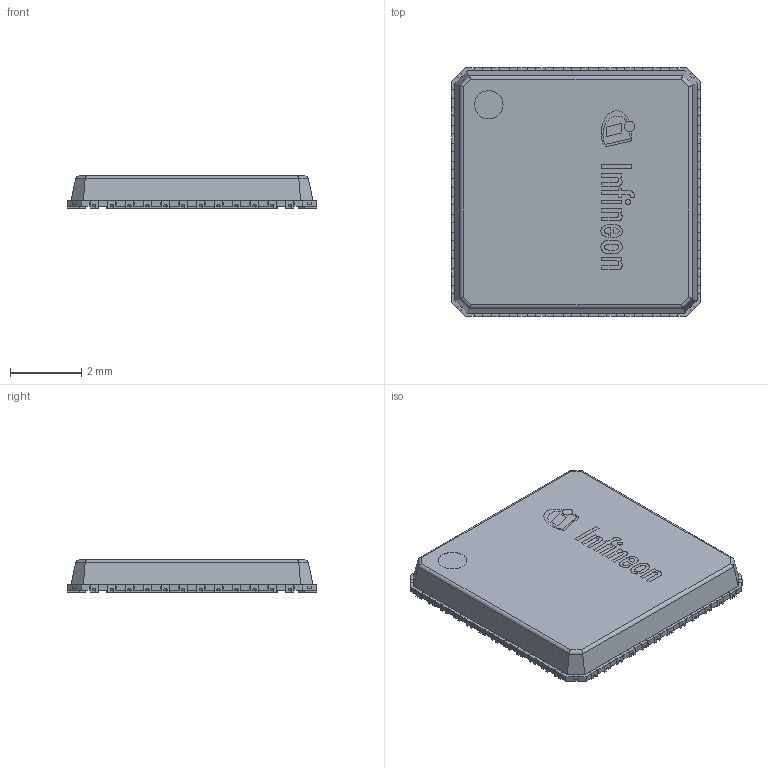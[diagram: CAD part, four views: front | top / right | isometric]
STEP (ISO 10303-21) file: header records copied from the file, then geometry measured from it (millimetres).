
FILE_DESCRIPTION(/* description */ (''),/* implementation_level */ '2;1');
FILE_NAME(/* name */ 'PG-VQFN-48-42_Z8B00258759_V04_3D.stp',/* time_stamp */ '2026-01-12T19:17:20+05:30',/* author */ ('sivamani'),/* organization */ (''),/* preprocessor_version */ 'ST-DEVELOPER v19.2',/* originating_system */ 'AutoCAD Mechanical',/* authorisation */ '');
FILE_SCHEMA (('AUTOMOTIVE_DESIGN { 1 0 10303 214 3 1 1 }'));
Length unit declared in the file: millimetre
Products named in the file (1): Product
Bounding box: 7 x 7 x 0.9 mm (x, y, z)
Volume: 39.4 mm3; surface area: 238.2 mm2
Topology: 68 solids, 68 shells, 1222 faces, 3247 edges, 2114 vertices
Faces by surface type: plane 950, cylinder 206, sphere 48, bspline 18
Full cylindrical faces by diameter (mm): 0.141 x1, 0.29 x1, 0.8 x2
Entity records: 37358 total; most frequent: CARTESIAN_POINT 6906, ORIENTED_EDGE 6398, DIRECTION 6025, EDGE_CURVE 3199, LINE 2711, VECTOR 2711, VERTEX_POINT 2114, AXIS2_PLACEMENT_3D 1657
